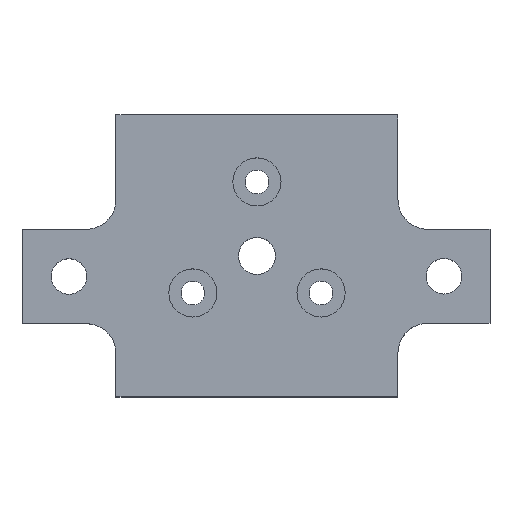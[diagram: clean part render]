
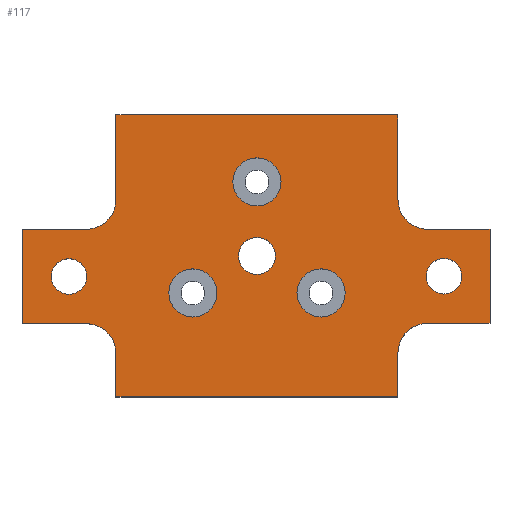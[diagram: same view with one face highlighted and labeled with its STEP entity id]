
A CAD part, top view. The second image highlights one B-rep face of the part: STEP entity #117.
In plain terms, the highlighted planar face has unit normal (0, 0, 1).
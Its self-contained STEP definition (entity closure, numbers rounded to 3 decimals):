
#47=FACE_BOUND('',#180,.T.);
#48=FACE_BOUND('',#181,.T.);
#49=FACE_BOUND('',#182,.T.);
#50=FACE_BOUND('',#183,.T.);
#51=FACE_BOUND('',#184,.T.);
#52=FACE_BOUND('',#185,.T.);
#53=FACE_BOUND('',#186,.T.);
#85=CIRCLE('',#563,2.4);
#86=CIRCLE('',#564,2.4);
#87=CIRCLE('',#565,4.);
#88=CIRCLE('',#566,4.);
#89=CIRCLE('',#567,4.);
#90=CIRCLE('',#568,4.);
#91=CIRCLE('',#569,3.25);
#92=CIRCLE('',#570,3.25);
#93=CIRCLE('',#571,3.25);
#94=CIRCLE('',#572,2.5);
#117=ADVANCED_FACE('',(#47,#48,#49,#50,#51,#52,#53),#147,.T.);
#147=PLANE('',#573);
#180=EDGE_LOOP('',(#252));
#181=EDGE_LOOP('',(#253));
#182=EDGE_LOOP('',(#254,#255,#256,#257,#258,#259,#260,#261,#262,#263,#264,
#265,#266,#267,#268,#269));
#183=EDGE_LOOP('',(#270));
#184=EDGE_LOOP('',(#271));
#185=EDGE_LOOP('',(#272));
#186=EDGE_LOOP('',(#273));
#252=ORIENTED_EDGE('',*,*,#430,.F.);
#253=ORIENTED_EDGE('',*,*,#431,.F.);
#254=ORIENTED_EDGE('',*,*,#416,.T.);
#255=ORIENTED_EDGE('',*,*,#432,.T.);
#256=ORIENTED_EDGE('',*,*,#433,.T.);
#257=ORIENTED_EDGE('',*,*,#434,.T.);
#258=ORIENTED_EDGE('',*,*,#435,.T.);
#259=ORIENTED_EDGE('',*,*,#436,.T.);
#260=ORIENTED_EDGE('',*,*,#424,.T.);
#261=ORIENTED_EDGE('',*,*,#429,.T.);
#262=ORIENTED_EDGE('',*,*,#420,.T.);
#263=ORIENTED_EDGE('',*,*,#437,.T.);
#264=ORIENTED_EDGE('',*,*,#438,.T.);
#265=ORIENTED_EDGE('',*,*,#439,.T.);
#266=ORIENTED_EDGE('',*,*,#440,.T.);
#267=ORIENTED_EDGE('',*,*,#441,.T.);
#268=ORIENTED_EDGE('',*,*,#410,.T.);
#269=ORIENTED_EDGE('',*,*,#423,.T.);
#270=ORIENTED_EDGE('',*,*,#442,.T.);
#271=ORIENTED_EDGE('',*,*,#443,.T.);
#272=ORIENTED_EDGE('',*,*,#444,.T.);
#273=ORIENTED_EDGE('',*,*,#445,.F.);
#360=VERTEX_POINT('',#769);
#361=VERTEX_POINT('',#770);
#366=VERTEX_POINT('',#781);
#367=VERTEX_POINT('',#783);
#370=VERTEX_POINT('',#790);
#371=VERTEX_POINT('',#792);
#372=VERTEX_POINT('',#799);
#373=VERTEX_POINT('',#800);
#376=VERTEX_POINT('',#811);
#377=VERTEX_POINT('',#813);
#378=VERTEX_POINT('',#815);
#379=VERTEX_POINT('',#817);
#380=VERTEX_POINT('',#819);
#381=VERTEX_POINT('',#821);
#382=VERTEX_POINT('',#824);
#383=VERTEX_POINT('',#826);
#384=VERTEX_POINT('',#828);
#385=VERTEX_POINT('',#830);
#386=VERTEX_POINT('',#833);
#387=VERTEX_POINT('',#835);
#388=VERTEX_POINT('',#837);
#389=VERTEX_POINT('',#839);
#410=EDGE_CURVE('',#360,#361,#476,.T.);
#416=EDGE_CURVE('',#367,#366,#482,.T.);
#420=EDGE_CURVE('',#371,#370,#486,.T.);
#423=EDGE_CURVE('',#361,#367,#489,.T.);
#424=EDGE_CURVE('',#372,#373,#490,.T.);
#429=EDGE_CURVE('',#373,#371,#495,.T.);
#430=EDGE_CURVE('',#376,#376,#85,.T.);
#431=EDGE_CURVE('',#377,#377,#86,.T.);
#432=EDGE_CURVE('',#366,#378,#87,.T.);
#433=EDGE_CURVE('',#378,#379,#496,.T.);
#434=EDGE_CURVE('',#379,#380,#497,.T.);
#435=EDGE_CURVE('',#380,#381,#498,.T.);
#436=EDGE_CURVE('',#381,#372,#88,.T.);
#437=EDGE_CURVE('',#370,#382,#89,.T.);
#438=EDGE_CURVE('',#382,#383,#499,.T.);
#439=EDGE_CURVE('',#383,#384,#500,.T.);
#440=EDGE_CURVE('',#384,#385,#501,.T.);
#441=EDGE_CURVE('',#385,#360,#90,.T.);
#442=EDGE_CURVE('',#386,#386,#91,.T.);
#443=EDGE_CURVE('',#387,#387,#92,.T.);
#444=EDGE_CURVE('',#388,#388,#93,.T.);
#445=EDGE_CURVE('',#389,#389,#94,.T.);
#476=LINE('',#768,#516);
#482=LINE('',#782,#522);
#486=LINE('',#791,#526);
#489=LINE('',#796,#529);
#490=LINE('',#798,#530);
#495=LINE('',#808,#535);
#496=LINE('',#816,#536);
#497=LINE('',#818,#537);
#498=LINE('',#820,#538);
#499=LINE('',#825,#539);
#500=LINE('',#827,#540);
#501=LINE('',#829,#541);
#516=VECTOR('',#615,1.);
#522=VECTOR('',#623,1.);
#526=VECTOR('',#629,1.);
#529=VECTOR('',#634,1.);
#530=VECTOR('',#637,1.);
#535=VECTOR('',#644,1.);
#536=VECTOR('',#653,1.);
#537=VECTOR('',#654,1.);
#538=VECTOR('',#655,1.);
#539=VECTOR('',#660,1.);
#540=VECTOR('',#661,1.);
#541=VECTOR('',#662,1.);
#563=AXIS2_PLACEMENT_3D('',#810,#647,#648);
#564=AXIS2_PLACEMENT_3D('',#812,#649,#650);
#565=AXIS2_PLACEMENT_3D('',#814,#651,#652);
#566=AXIS2_PLACEMENT_3D('',#822,#656,#657);
#567=AXIS2_PLACEMENT_3D('',#823,#658,#659);
#568=AXIS2_PLACEMENT_3D('',#831,#663,#664);
#569=AXIS2_PLACEMENT_3D('',#832,#665,#666);
#570=AXIS2_PLACEMENT_3D('',#834,#667,#668);
#571=AXIS2_PLACEMENT_3D('',#836,#669,#670);
#572=AXIS2_PLACEMENT_3D('',#838,#671,#672);
#573=AXIS2_PLACEMENT_3D('',#840,#673,#674);
#615=DIRECTION('',(0.,-1.,0.));
#623=DIRECTION('',(0.,1.,0.));
#629=DIRECTION('',(0.,-1.,0.));
#634=DIRECTION('',(1.,0.,0.));
#637=DIRECTION('',(0.,1.,0.));
#644=DIRECTION('',(-1.,0.,0.));
#647=DIRECTION('',(0.,0.,1.));
#648=DIRECTION('',(1.,0.,0.));
#649=DIRECTION('',(0.,0.,1.));
#650=DIRECTION('',(1.,0.,0.));
#651=DIRECTION('',(0.,0.,-1.));
#652=DIRECTION('',(1.,0.,0.));
#653=DIRECTION('',(1.,0.,0.));
#654=DIRECTION('',(0.,1.,0.));
#655=DIRECTION('',(-1.,0.,0.));
#656=DIRECTION('',(0.,0.,-1.));
#657=DIRECTION('',(1.,0.,0.));
#658=DIRECTION('',(0.,0.,-1.));
#659=DIRECTION('',(1.,0.,0.));
#660=DIRECTION('',(-1.,0.,0.));
#661=DIRECTION('',(0.,-1.,0.));
#662=DIRECTION('',(1.,0.,0.));
#663=DIRECTION('',(0.,0.,-1.));
#664=DIRECTION('',(1.,0.,0.));
#665=DIRECTION('',(0.,0.,-1.));
#666=DIRECTION('',(-1.,0.,0.));
#667=DIRECTION('',(0.,0.,-1.));
#668=DIRECTION('',(-1.,0.,0.));
#669=DIRECTION('',(0.,0.,-1.));
#670=DIRECTION('',(-1.,0.,0.));
#671=DIRECTION('',(0.,0.,1.));
#672=DIRECTION('',(1.,0.,0.));
#673=DIRECTION('',(0.,0.,1.));
#674=DIRECTION('',(1.,0.,0.));
#768=CARTESIAN_POINT('',(0.,38.1,8.));
#769=CARTESIAN_POINT('',(0.,5.898,8.));
#770=CARTESIAN_POINT('',(0.,0.,8.));
#781=CARTESIAN_POINT('',(38.1,5.95,8.));
#782=CARTESIAN_POINT('',(38.1,0.,8.));
#783=CARTESIAN_POINT('',(38.1,0.,8.));
#790=CARTESIAN_POINT('',(0.,26.65,8.));
#791=CARTESIAN_POINT('',(0.,38.1,8.));
#792=CARTESIAN_POINT('',(0.,38.1,8.));
#796=CARTESIAN_POINT('',(0.,0.,8.));
#798=CARTESIAN_POINT('',(38.1,0.,8.));
#799=CARTESIAN_POINT('',(38.1,26.65,8.));
#800=CARTESIAN_POINT('',(38.1,38.1,8.));
#808=CARTESIAN_POINT('',(38.1,38.1,8.));
#810=CARTESIAN_POINT('',(44.32,16.3,8.));
#811=CARTESIAN_POINT('',(46.72,16.3,8.));
#812=CARTESIAN_POINT('',(-6.35,16.274,8.));
#813=CARTESIAN_POINT('',(-3.95,16.274,8.));
#814=CARTESIAN_POINT('',(42.1,5.95,8.));
#815=CARTESIAN_POINT('',(42.1,9.95,8.));
#816=CARTESIAN_POINT('',(37.841,9.95,8.));
#817=CARTESIAN_POINT('',(50.541,9.95,8.));
#818=CARTESIAN_POINT('',(50.541,9.95,8.));
#819=CARTESIAN_POINT('',(50.541,22.65,8.));
#820=CARTESIAN_POINT('',(50.541,22.65,8.));
#821=CARTESIAN_POINT('',(42.1,22.65,8.));
#822=CARTESIAN_POINT('',(42.1,26.65,8.));
#823=CARTESIAN_POINT('',(-4.,26.65,8.));
#824=CARTESIAN_POINT('',(-4.,22.65,8.));
#825=CARTESIAN_POINT('',(0.,22.65,8.));
#826=CARTESIAN_POINT('',(-12.7,22.65,8.));
#827=CARTESIAN_POINT('',(-12.7,22.65,8.));
#828=CARTESIAN_POINT('',(-12.7,9.898,8.));
#829=CARTESIAN_POINT('',(-12.7,9.898,8.));
#830=CARTESIAN_POINT('',(-4.,9.898,8.));
#831=CARTESIAN_POINT('',(-4.,5.898,8.));
#832=CARTESIAN_POINT('',(27.71,14.05,8.));
#833=CARTESIAN_POINT('',(24.46,14.05,8.));
#834=CARTESIAN_POINT('',(19.05,29.05,8.));
#835=CARTESIAN_POINT('',(15.8,29.05,8.));
#836=CARTESIAN_POINT('',(10.39,14.05,8.));
#837=CARTESIAN_POINT('',(7.14,14.05,8.));
#838=CARTESIAN_POINT('',(19.05,19.05,8.));
#839=CARTESIAN_POINT('',(21.55,19.05,8.));
#840=CARTESIAN_POINT('',(0.,0.,8.));
